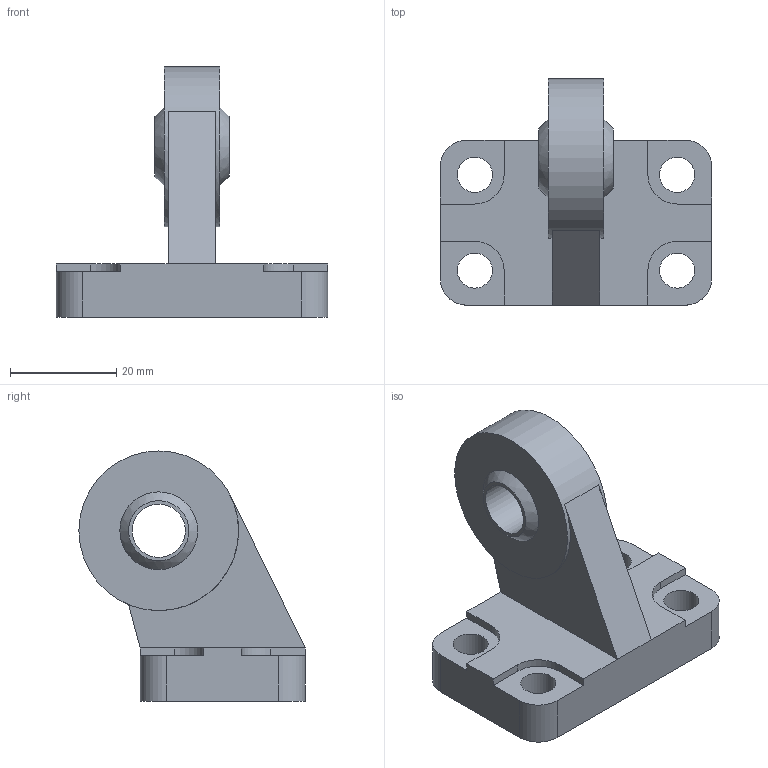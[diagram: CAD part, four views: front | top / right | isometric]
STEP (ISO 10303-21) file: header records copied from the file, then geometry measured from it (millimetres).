
FILE_DESCRIPTION(/* description */ (''),/* implementation_level */ '2;1');
FILE_NAME(/* name */ 'CAD_69071.stp',/* time_stamp */ '2016-06-08T11:56:34+02:00',/* author */ ('Hypex'),/* organization */ ('Hypex'),/* preprocessor_version */ 'ST-DEVELOPER v16.1',/* originating_system */ 'Autodesk Inventor 2016',/* authorisation */ '');
FILE_SCHEMA (('AUTOMOTIVE_DESIGN { 1 0 10303 214 3 1 1 }'));
Length unit declared in the file: millimetre
Products named in the file (1): CAD_69071
Bounding box: 51 x 42.5 x 47 mm (x, y, z)
Volume: 22612.5 mm3; surface area: 8491.3 mm2
Topology: 1 solids, 1 shells, 45 faces, 113 edges, 76 vertices
Faces by surface type: plane 28, cylinder 15, sphere 2
Full cylindrical faces by diameter (mm): 6.6 x4, 10 x1, 20 x1, 30 x1
Entity records: 1397 total; most frequent: DIRECTION 232, CARTESIAN_POINT 224, ORIENTED_EDGE 208, EDGE_CURVE 104, AXIS2_PLACEMENT_3D 82, VERTEX_POINT 74, LINE 68, VECTOR 68
